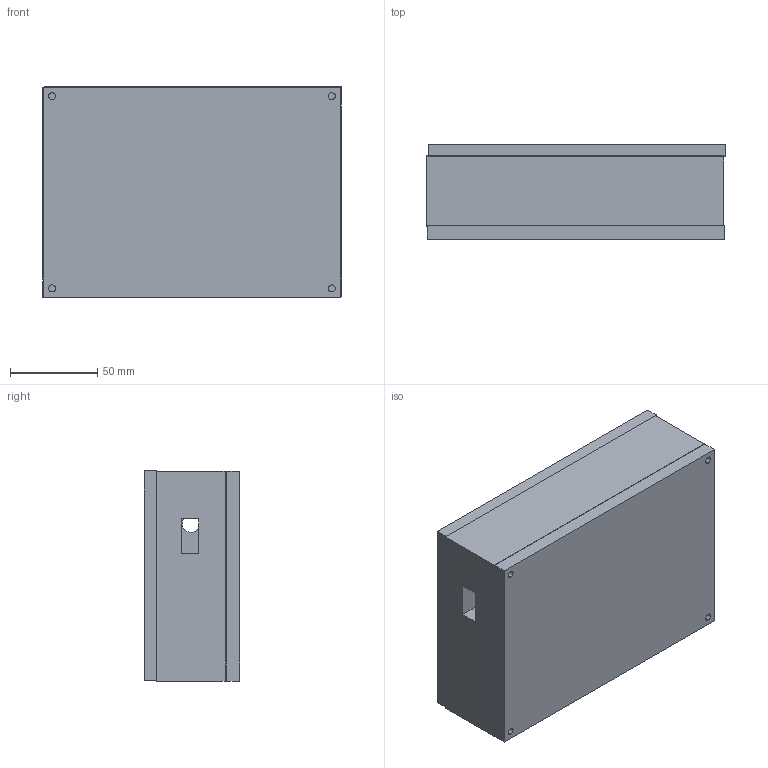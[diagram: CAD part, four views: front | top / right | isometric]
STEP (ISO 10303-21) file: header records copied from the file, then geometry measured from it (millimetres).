
FILE_DESCRIPTION (( 'STEP AP214' ), '1' );
FILE_NAME ('Enclosure_V1_STEP_File.STEP', '2023-04-20T18:14:16', ( '' ), ( '' ), 'SwSTEP 2.0', 'SolidWorks 2020', '' );
FILE_SCHEMA (( 'AUTOMOTIVE_DESIGN' ));
Length unit declared in the file: millimetre
Products named in the file (4): Lid; Enclosure_V1_STEP_File; Part2; Base
Assembly tree (3 placements, depth 2):
  Enclosure_V1_STEP_File
    Part2
    Lid
    Base
Bounding box: 170.65 x 54.47 x 120.23 mm (x, y, z)
Volume: 508082.8 mm3; surface area: 143839.1 mm2
Topology: 3 solids, 3 shells, 69 faces, 178 edges, 112 vertices
Faces by surface type: plane 35, cylinder 26, cone 8
Entity records: 2246 total; most frequent: DIRECTION 372, CARTESIAN_POINT 357, ORIENTED_EDGE 340, EDGE_CURVE 170, AXIS2_PLACEMENT_3D 127, LINE 118, VECTOR 118, VERTEX_POINT 112
